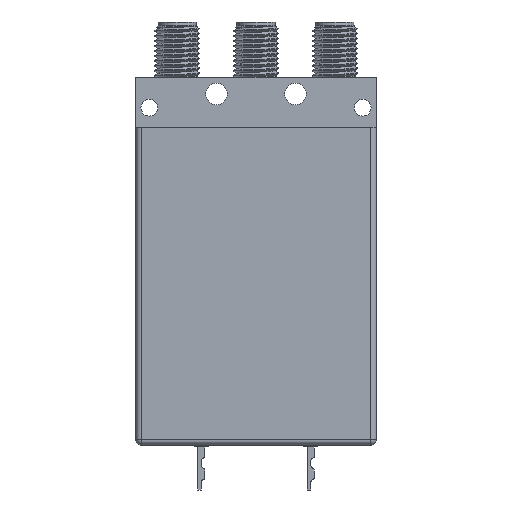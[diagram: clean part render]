
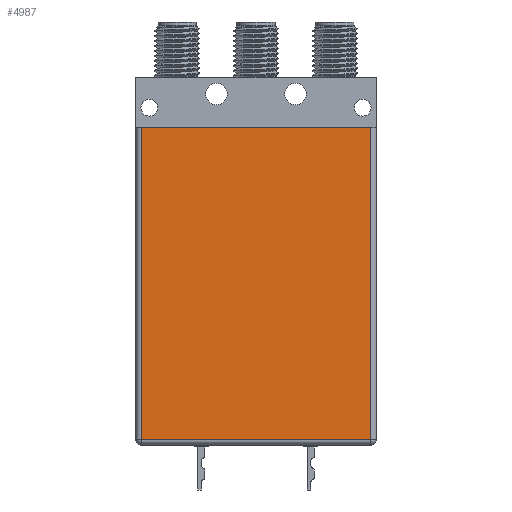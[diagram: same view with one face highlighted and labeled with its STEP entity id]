
A CAD part, front view. The second image highlights one B-rep face of the part: STEP entity #4987.
In plain terms, the highlighted planar face has unit normal (0, -1, 0).
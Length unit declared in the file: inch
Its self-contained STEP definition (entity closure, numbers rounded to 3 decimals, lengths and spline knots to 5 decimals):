
#899 = DIRECTION ( 'NONE',  ( 0., 0., -1. ) ) ;
#1768 = CARTESIAN_POINT ( 'NONE',  ( 0.64, -0.26, 0.745 ) ) ;
#4275 = CARTESIAN_POINT ( 'NONE',  ( -0.64, -0.26, -0.995 ) ) ;
#4949 = CARTESIAN_POINT ( 'NONE',  ( 0., -0.26, 0. ) ) ;
#4987 = ADVANCED_FACE ( 'NONE', ( #15305 ), #21293, .T. ) ;
#5079 = VECTOR ( 'NONE', #10627, 39.37008 ) ;
#5088 = DIRECTION ( 'NONE',  ( 0., 0., -1. ) ) ;
#5513 = VERTEX_POINT ( 'NONE', #24822 ) ;
#6254 = CARTESIAN_POINT ( 'NONE',  ( 0.64, -0.26, -0.995 ) ) ;
#6311 = VECTOR ( 'NONE', #11986, 39.37008 ) ;
#8431 = VECTOR ( 'NONE', #899, 39.37008 ) ;
#8462 = EDGE_LOOP ( 'NONE', ( #25415, #22116, #21913, #12897 ) ) ;
#9029 = DIRECTION ( 'NONE',  ( -1., 0., 0. ) ) ;
#9047 = VERTEX_POINT ( 'NONE', #23464 ) ;
#9140 = CARTESIAN_POINT ( 'NONE',  ( 0.64, -0.26, 0.745 ) ) ;
#9367 = EDGE_CURVE ( 'NONE', #5513, #17241, #13363, .T. ) ;
#10627 = DIRECTION ( 'NONE',  ( 1., 0., 0. ) ) ;
#11596 = EDGE_CURVE ( 'NONE', #17241, #9047, #12503, .T. ) ;
#11986 = DIRECTION ( 'NONE',  ( 0., 0., 1. ) ) ;
#12503 = LINE ( 'NONE', #6254, #5079 ) ;
#12609 = LINE ( 'NONE', #13137, #17455 ) ;
#12897 = ORIENTED_EDGE ( 'NONE', *, *, #11596, .T. ) ;
#13137 = CARTESIAN_POINT ( 'NONE',  ( 0., -0.26, 0.745 ) ) ;
#13363 = LINE ( 'NONE', #19085, #8431 ) ;
#15305 = FACE_OUTER_BOUND ( 'NONE', #8462, .T. ) ;
#16269 = VERTEX_POINT ( 'NONE', #9140 ) ;
#17241 = VERTEX_POINT ( 'NONE', #4275 ) ;
#17455 = VECTOR ( 'NONE', #9029, 39.37008 ) ;
#17516 = AXIS2_PLACEMENT_3D ( 'NONE', #4949, #25531, #5088 ) ;
#17568 = EDGE_CURVE ( 'NONE', #16269, #5513, #12609, .T. ) ;
#19085 = CARTESIAN_POINT ( 'NONE',  ( -0.64, -0.26, -1.025 ) ) ;
#20087 = LINE ( 'NONE', #1768, #6311 ) ;
#21293 = PLANE ( 'NONE',  #17516 ) ;
#21783 = EDGE_CURVE ( 'NONE', #9047, #16269, #20087, .T. ) ;
#21913 = ORIENTED_EDGE ( 'NONE', *, *, #9367, .T. ) ;
#22116 = ORIENTED_EDGE ( 'NONE', *, *, #17568, .T. ) ;
#23464 = CARTESIAN_POINT ( 'NONE',  ( 0.64, -0.26, -0.995 ) ) ;
#24822 = CARTESIAN_POINT ( 'NONE',  ( -0.64, -0.26, 0.745 ) ) ;
#25415 = ORIENTED_EDGE ( 'NONE', *, *, #21783, .T. ) ;
#25531 = DIRECTION ( 'NONE',  ( 0., -1., 0. ) ) ;
